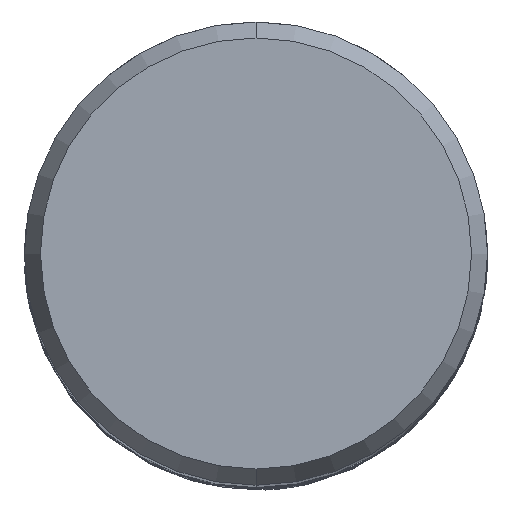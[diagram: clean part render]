
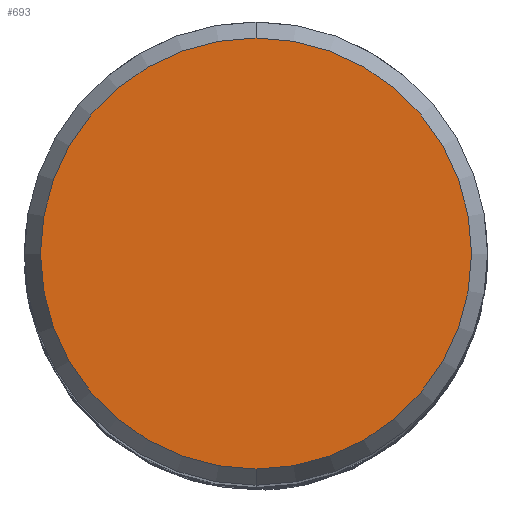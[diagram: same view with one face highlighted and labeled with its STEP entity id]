
A CAD part, top view. The second image highlights one B-rep face of the part: STEP entity #693.
In plain terms, the highlighted planar face has unit normal (0, 0, 1).
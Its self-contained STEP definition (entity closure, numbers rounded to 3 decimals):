
#693=ADVANCED_FACE('',(#1909),#1910,.T.);
#1143=VERTEX_POINT('',#2403);
#1191=EDGE_CURVE('',#1143,#1729,#2454,.T.);
#1531=EDGE_CURVE('',#1729,#1143,#2825,.T.);
#1729=VERTEX_POINT('',#3039);
#1909=FACE_OUTER_BOUND('',#4087,.T.);
#1910=PLANE('',#4088);
#2403=CARTESIAN_POINT('',(0.,-9.307,0.0));
#2454=CIRCLE('',#10267,9.307);
#2825=CIRCLE('',#16390,9.307);
#3039=CARTESIAN_POINT('',(0.0,9.307,0.0));
#4087=EDGE_LOOP('',(#21651,#21652));
#4088=AXIS2_PLACEMENT_3D('',#21653,#21654,#21655);
#10267=AXIS2_PLACEMENT_3D('',#22181,#22182,#22183);
#16390=AXIS2_PLACEMENT_3D('',#22538,#22539,#22540);
#21651=ORIENTED_EDGE('',*,*,#1531,.F.);
#21652=ORIENTED_EDGE('',*,*,#1191,.F.);
#21653=CARTESIAN_POINT('',(0.0,4.654,0.0));
#21654=DIRECTION('',(-0.0,0.0,1.0));
#21655=DIRECTION('',(0.0,-1.0,0.0));
#22181=CARTESIAN_POINT('',(0.0,0.0,0.0));
#22182=DIRECTION('',(0.0,0.0,-1.0));
#22183=DIRECTION('',(0.0,1.0,0.0));
#22538=CARTESIAN_POINT('',(0.0,0.0,0.0));
#22539=DIRECTION('',(0.0,0.0,-1.0));
#22540=DIRECTION('',(0.0,1.0,0.0));
